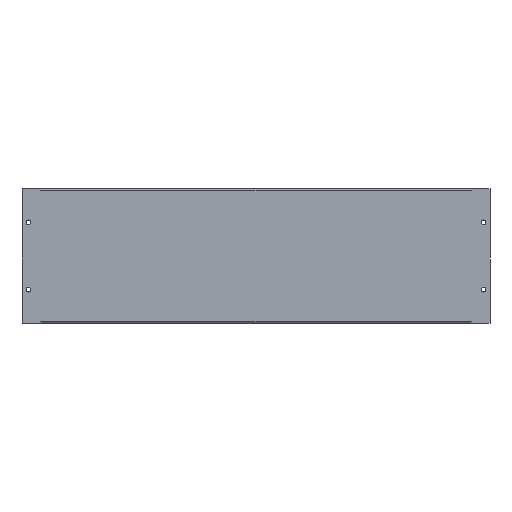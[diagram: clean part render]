
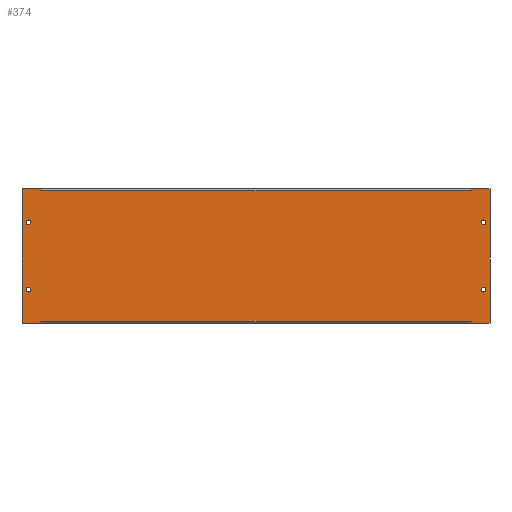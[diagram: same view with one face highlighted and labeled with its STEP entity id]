
A CAD part, top view. The second image highlights one B-rep face of the part: STEP entity #374.
In plain terms, the highlighted planar face has unit normal (0, 0, 1).
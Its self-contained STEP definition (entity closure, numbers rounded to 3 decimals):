
#315=FACE_BOUND('',#453,.T.);
#316=FACE_BOUND('',#454,.T.);
#317=FACE_BOUND('',#455,.T.);
#318=FACE_BOUND('',#456,.T.);
#319=FACE_BOUND('',#457,.T.);
#338=PLANE('',#1055);
#374=ADVANCED_FACE('F13',(#315,#316,#317,#318,#319),#338,.T.);
#453=EDGE_LOOP('',(#548,#549,#550,#551,#552,#553,#554,#555,#556,#557,#558,
#559));
#454=EDGE_LOOP('',(#560));
#455=EDGE_LOOP('',(#561));
#456=EDGE_LOOP('',(#562));
#457=EDGE_LOOP('',(#563));
#496=CIRCLE('',#1043,3.5);
#498=CIRCLE('',#1046,3.5);
#500=CIRCLE('',#1049,3.5);
#502=CIRCLE('',#1052,3.5);
#548=ORIENTED_EDGE('',*,*,#801,.F.);
#549=ORIENTED_EDGE('',*,*,#802,.T.);
#550=ORIENTED_EDGE('',*,*,#803,.T.);
#551=ORIENTED_EDGE('',*,*,#804,.T.);
#552=ORIENTED_EDGE('',*,*,#805,.T.);
#553=ORIENTED_EDGE('',*,*,#806,.T.);
#554=ORIENTED_EDGE('',*,*,#807,.F.);
#555=ORIENTED_EDGE('',*,*,#808,.T.);
#556=ORIENTED_EDGE('',*,*,#809,.T.);
#557=ORIENTED_EDGE('',*,*,#810,.T.);
#558=ORIENTED_EDGE('',*,*,#811,.T.);
#559=ORIENTED_EDGE('',*,*,#812,.T.);
#560=ORIENTED_EDGE('',*,*,#799,.T.);
#561=ORIENTED_EDGE('',*,*,#796,.T.);
#562=ORIENTED_EDGE('',*,*,#793,.T.);
#563=ORIENTED_EDGE('',*,*,#790,.T.);
#722=VERTEX_POINT('',#1332);
#724=VERTEX_POINT('',#1338);
#726=VERTEX_POINT('',#1344);
#728=VERTEX_POINT('',#1350);
#729=VERTEX_POINT('',#1355);
#730=VERTEX_POINT('',#1356);
#731=VERTEX_POINT('',#1358);
#732=VERTEX_POINT('',#1360);
#733=VERTEX_POINT('',#1362);
#734=VERTEX_POINT('',#1364);
#735=VERTEX_POINT('',#1366);
#736=VERTEX_POINT('',#1368);
#737=VERTEX_POINT('',#1370);
#738=VERTEX_POINT('',#1372);
#739=VERTEX_POINT('',#1374);
#740=VERTEX_POINT('',#1376);
#790=EDGE_CURVE('E80',#722,#722,#496,.T.);
#793=EDGE_CURVE('E79',#724,#724,#498,.T.);
#796=EDGE_CURVE('E70',#726,#726,#500,.T.);
#799=EDGE_CURVE('E69',#728,#728,#502,.T.);
#801=EDGE_CURVE('E44',#729,#730,#888,.T.);
#802=EDGE_CURVE('E59',#729,#731,#889,.T.);
#803=EDGE_CURVE('E60',#731,#732,#890,.T.);
#804=EDGE_CURVE('E61',#732,#733,#891,.T.);
#805=EDGE_CURVE('E62',#733,#734,#892,.T.);
#806=EDGE_CURVE('E63',#734,#735,#893,.T.);
#807=EDGE_CURVE('E48',#736,#735,#894,.T.);
#808=EDGE_CURVE('E64',#736,#737,#895,.T.);
#809=EDGE_CURVE('E65',#737,#738,#896,.T.);
#810=EDGE_CURVE('E66',#738,#739,#897,.T.);
#811=EDGE_CURVE('E67',#739,#740,#898,.T.);
#812=EDGE_CURVE('E68',#740,#730,#899,.T.);
#888=LINE('',#1354,#963);
#889=LINE('',#1357,#964);
#890=LINE('',#1359,#965);
#891=LINE('',#1361,#966);
#892=LINE('',#1363,#967);
#893=LINE('',#1365,#968);
#894=LINE('',#1367,#969);
#895=LINE('',#1369,#970);
#896=LINE('',#1371,#971);
#897=LINE('',#1373,#972);
#898=LINE('',#1375,#973);
#899=LINE('',#1377,#974);
#963=VECTOR('',#1154,1.);
#964=VECTOR('',#1155,1.);
#965=VECTOR('',#1156,1.);
#966=VECTOR('',#1157,1.);
#967=VECTOR('',#1158,1.);
#968=VECTOR('',#1159,1.);
#969=VECTOR('',#1160,1.);
#970=VECTOR('',#1161,1.);
#971=VECTOR('',#1162,1.);
#972=VECTOR('',#1163,1.);
#973=VECTOR('',#1164,1.);
#974=VECTOR('',#1165,1.);
#1043=AXIS2_PLACEMENT_3D('',#1333,#1127,#1128);
#1046=AXIS2_PLACEMENT_3D('',#1339,#1134,#1135);
#1049=AXIS2_PLACEMENT_3D('',#1345,#1141,#1142);
#1052=AXIS2_PLACEMENT_3D('',#1351,#1148,#1149);
#1055=AXIS2_PLACEMENT_3D('',#1378,#1166,#1167);
#1127=DIRECTION('',(0.,0.,-1.));
#1128=DIRECTION('',(-1.,0.,0.));
#1134=DIRECTION('',(0.,0.,-1.));
#1135=DIRECTION('',(-1.,0.,0.));
#1141=DIRECTION('',(0.,0.,-1.));
#1142=DIRECTION('',(-1.,0.,0.));
#1148=DIRECTION('',(0.,0.,-1.));
#1149=DIRECTION('',(-1.,0.,0.));
#1154=DIRECTION('',(1.,0.,0.));
#1155=DIRECTION('',(0.,1.,0.));
#1156=DIRECTION('',(-1.,0.,0.));
#1157=DIRECTION('',(0.,-1.,0.));
#1158=DIRECTION('',(1.,0.,0.));
#1159=DIRECTION('',(0.,1.,0.));
#1160=DIRECTION('',(-1.,0.,0.));
#1161=DIRECTION('',(0.,-1.,0.));
#1162=DIRECTION('',(1.,0.,0.));
#1163=DIRECTION('',(0.,1.,0.));
#1164=DIRECTION('',(-1.,0.,0.));
#1165=DIRECTION('',(0.,-1.,0.));
#1166=DIRECTION('',(0.,0.,1.));
#1167=DIRECTION('',(-1.,0.,0.));
#1332=CARTESIAN_POINT('',(-486.921,-497.255,64.137));
#1333=CARTESIAN_POINT('',(-490.421,-497.255,64.137));
#1338=CARTESIAN_POINT('',(-486.921,-397.255,64.137));
#1339=CARTESIAN_POINT('',(-490.421,-397.255,64.137));
#1344=CARTESIAN_POINT('',(-1162.921,-397.255,64.137));
#1345=CARTESIAN_POINT('',(-1166.421,-397.255,64.137));
#1350=CARTESIAN_POINT('',(-1162.921,-497.255,64.137));
#1351=CARTESIAN_POINT('',(-1166.421,-497.255,64.137));
#1354=CARTESIAN_POINT('',(-828.421,-350.305,64.137));
#1355=CARTESIAN_POINT('',(-1148.421,-350.305,64.137));
#1356=CARTESIAN_POINT('',(-508.421,-350.305,64.137));
#1357=CARTESIAN_POINT('',(-1148.421,-348.905,64.137));
#1358=CARTESIAN_POINT('',(-1148.421,-347.505,64.137));
#1359=CARTESIAN_POINT('',(-1162.171,-347.505,64.137));
#1360=CARTESIAN_POINT('',(-1175.921,-347.505,64.137));
#1361=CARTESIAN_POINT('',(-1175.921,-497.255,64.137));
#1362=CARTESIAN_POINT('',(-1175.921,-547.005,64.137));
#1363=CARTESIAN_POINT('',(-1162.171,-547.005,64.137));
#1364=CARTESIAN_POINT('',(-1148.421,-547.005,64.137));
#1365=CARTESIAN_POINT('',(-1148.421,-545.605,64.137));
#1366=CARTESIAN_POINT('',(-1148.421,-544.205,64.137));
#1367=CARTESIAN_POINT('',(-1148.421,-544.205,64.137));
#1368=CARTESIAN_POINT('',(-508.421,-544.205,64.137));
#1369=CARTESIAN_POINT('',(-508.421,-545.605,64.137));
#1370=CARTESIAN_POINT('',(-508.421,-547.005,64.137));
#1371=CARTESIAN_POINT('',(-494.671,-547.005,64.137));
#1372=CARTESIAN_POINT('',(-480.921,-547.005,64.137));
#1373=CARTESIAN_POINT('',(-480.921,-497.255,64.137));
#1374=CARTESIAN_POINT('',(-480.921,-347.505,64.137));
#1375=CARTESIAN_POINT('',(-494.671,-347.505,64.137));
#1376=CARTESIAN_POINT('',(-508.421,-347.505,64.137));
#1377=CARTESIAN_POINT('',(-508.421,-348.905,64.137));
#1378=CARTESIAN_POINT('',(-1175.921,-647.005,64.137));
